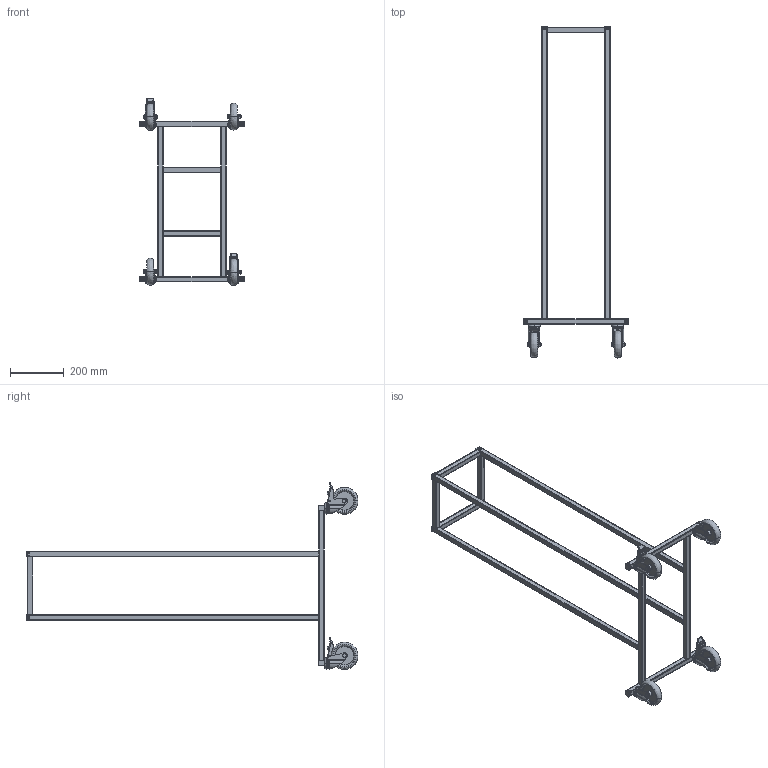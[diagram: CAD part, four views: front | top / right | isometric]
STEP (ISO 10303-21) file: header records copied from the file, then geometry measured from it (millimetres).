
FILE_DESCRIPTION (( 'STEP AP214' ), '1' );
FILE_NAME ('0056970.step', '2024-04-18T09:20:49', ( '' ), ( '' ), 'SwSTEP 2.0', 'SolidWorks 2020', '' );
FILE_SCHEMA (( 'AUTOMOTIVE_DESIGN' ));
Length unit declared in the file: millimetre
Products named in the file (1): 0056970
Bounding box: 390 x 1230.23 x 693.7 mm (x, y, z)
Surface area: 2355534.1 mm2 (no closed solid volume)
Topology: 0 solids, 80 shells, 3082 faces, 7772 edges, 4870 vertices
Faces by surface type: plane 1228, cylinder 864, bspline 602, cone 264, torus 124
Entity records: 155494 total; most frequent: CARTESIAN_POINT 51409, ORIENTED_EDGE 15344, DIRECTION 13172, EDGE_CURVE 7712, VERTEX_POINT 4880, AXIS2_PLACEMENT_3D 4723, LINE 3726, VECTOR 3726
